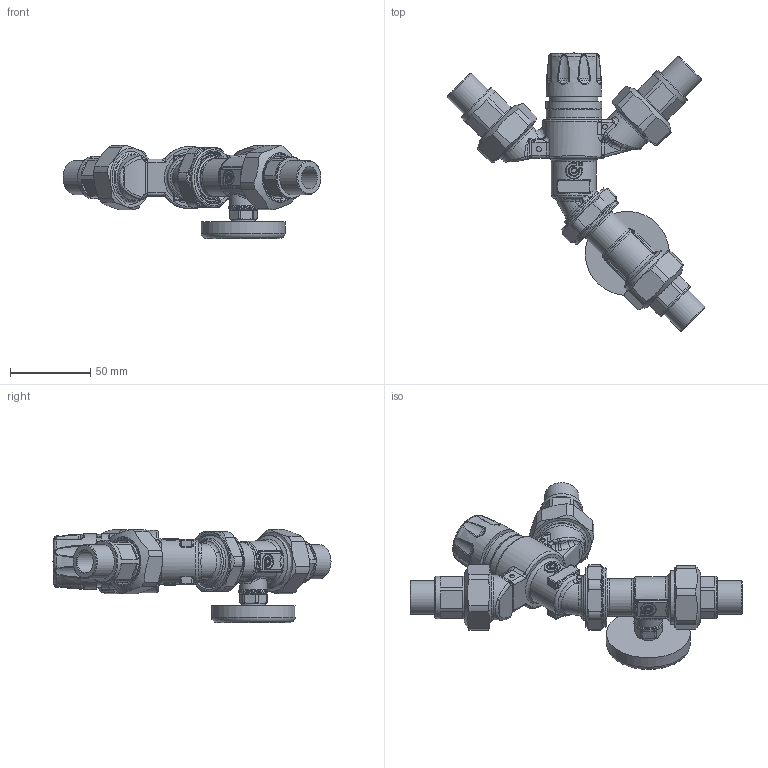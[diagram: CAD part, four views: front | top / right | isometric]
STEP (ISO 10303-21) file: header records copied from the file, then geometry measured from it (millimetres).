
FILE_DESCRIPTION(/* description */ (''),/* implementation_level */ '2;1');
FILE_NAME(/* name */ '520410AC.stp',/* time_stamp */ '2025-07-08T16:02:33-05:00',/* author */ ('ischreiner'),/* organization */ (''),/* preprocessor_version */ 'ST-DEVELOPER v20',/* originating_system */ 'Autodesk Inventor 2024',/* authorisation */ '');
FILE_SCHEMA (('AUTOMOTIVE_DESIGN { 1 0 10303 214 3 1 1 }'));
Products named in the file (6): 520410AC; New 520051A body; R0014494 TP 0.5 male NPT for check; F0002181 TP 0.5 male NPT; NA10358_Simplify_1; F61008 - 1 inch union nut
Assembly tree (8 placements, depth 2):
  520410AC
    New 520051A body
    R0014494 TP 0.5 male NPT for check  x2
    F0002181 TP 0.5 male NPT
    F61008 - 1 inch union nut  x3
    NA10358_Simplify_1
Bounding box: 160.58 x 173.19 x 57.97 mm (x, y, z)
Volume: 240964.2 mm3; surface area: 73212.3 mm2
Topology: 12 solids, 12 shells, 1520 faces, 3483 edges, 1918 vertices
Faces by surface type: cylinder 465, bspline 404, plane 297, torus 160, sphere 112, cone 82
Full cylindrical faces by diameter (mm): 3 x2, 9.017 x1, 11.176 x1, 11.227 x1, 12.954 x1, 13.6 x1, 14 x3, 15.24 x1, 15.875 x1, 17 x1, 18 x1, 20.1 x4, 20.6 x4, 21.3 x3, 22 x2, 23.5 x1, 24 x1, 26.5 x3, 26.924 x3, 27.7 x1, 28 x2, 29.6 x1, 30 x3, 30.302 x3, 30.5 x1, 33.1 x4, 34.5 x1, 37 x2, 52.324 x1
Entity records: 77004 total; most frequent: CARTESIAN_POINT 46710, ORIENTED_EDGE 6314, DIRECTION 5862, EDGE_CURVE 3157, AXIS2_PLACEMENT_3D 2497, VERTEX_POINT 1793, EDGE_LOOP 1498, FACE_OUTER_BOUND 1436
